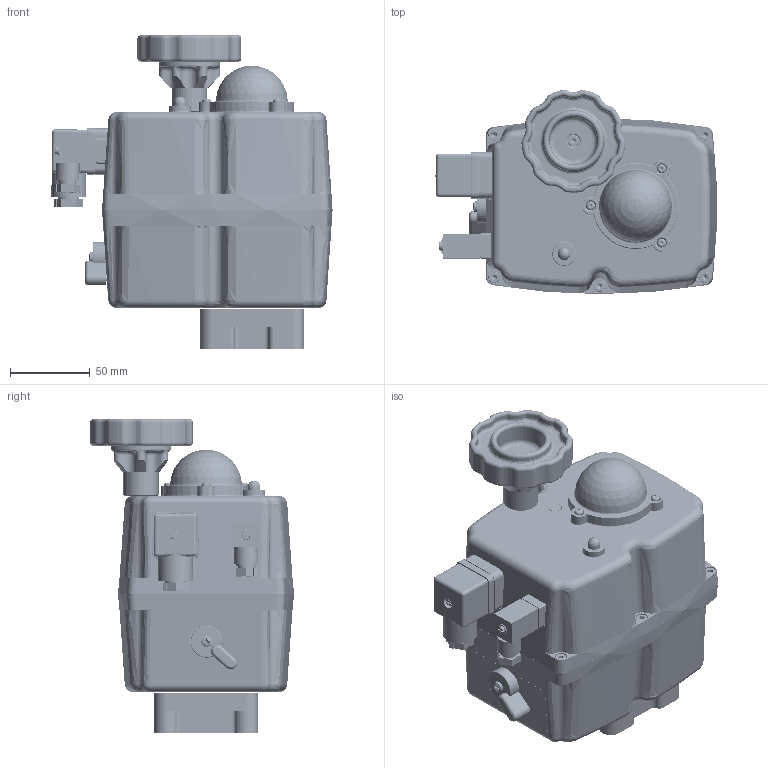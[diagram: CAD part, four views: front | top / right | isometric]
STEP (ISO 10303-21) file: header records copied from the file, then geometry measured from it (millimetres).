
FILE_DESCRIPTION((''),'2;1');
FILE_NAME('J3C_85 CUPULA.stp','2011-10-07T13:28:45',(''),(''),'Mechanical Desktop 2008','Mechanical Desktop 2008',', , ');
FILE_SCHEMA(('CONFIG_CONTROL_DESIGN'));
Length unit declared in the file: millimetre
Products named in the file (46): J3_85 CUPULA; TUERCA M-4; DESEMBRAGUE EXT 020; TORNILLO DIN7505B 4X16 TIRAFONDOS; TAPA J3 AM CUPULA-3-1_1; CLAVIJA GRAND; CLAVIJA PETITA; CONECTOR GRAN JUNT; RÁCORD D10,5; ARANDELA D10XD13; JUNTA D6,5X13X5; JUNTA CUADRADA 40; ENCHUFE GRANDE; TORNILLO M3X29; CUERPO~2; CONECTOR PETIT JUNT; RÁCORD D7,5; ARANDELA D7,5XD11; JUNTA D6XD11X4; JUNTA 15X15X1; TORNILLO M3X25; CUERPO PEQUEÑO; ENCHUFE PEQUEÑO; CUPULA DEF 3D; TORNILLO TT85T 3X6; TORNILLO BROCHADO DE CABEZA DE BOTÓN HEXAGONAL HUECA - MÉTRICO - ANSI B18.3.4M - M3 X 0.5 X 6; ~DIBUJO1; ~TORNILLO BROCHADO DE CABEZA DE BOTÓN HEXAGONAL HUECA - MÉTRICO - ANSI B18.3.4M - M3 X 0.5 X 6; ~~DIBUJO1; ~~TORNILLO BROCHADO DE CABEZA DE BOTÓN HEXAGONAL HUECA - MÉTRICO - ANSI B18.3.4M - M3 X 0.5 X 6; ULL DE BOU; TORNILLO 912 M-4X20; TORNILLO 912 M-4X12; ~~TORNILLO 912 M-4X12; ~~~TORNILLO 912 M-4X12; ~~~~TORNILLO 912 M-4X12; BRIDA J 55; SALIDA J 55 3D.CEGADWG; ~CARTER J355; TAP TAPA ...
Assembly tree (54 placements, depth 3):
  J3_85 CUPULA
    TUERCA M-4  x6
    DESEMBRAGUE EXT 020
    TORNILLO DIN7505B 4X16 TIRAFONDOS
    TAPA J3 AM CUPULA-3-1_1
    CLAVIJA GRAND
    CLAVIJA PETITA
    CONECTOR GRAN JUNT
      RÁCORD D10,5
      ARANDELA D10XD13
      JUNTA D6,5X13X5
      JUNTA CUADRADA 40
      ENCHUFE GRANDE
      TORNILLO M3X29
      CUERPO~2
    CONECTOR PETIT JUNT
      RÁCORD D7,5
      ARANDELA D7,5XD11
      JUNTA D6XD11X4
      JUNTA 15X15X1
      TORNILLO M3X25
      CUERPO PEQUEÑO
      ENCHUFE PEQUEÑO
    CUPULA DEF 3D
    TORNILLO TT85T 3X6
    TORNILLO BROCHADO DE CABEZA DE BOTÓN HEXAGONAL HUECA - MÉTRICO - ANSI B18.3.4M - M3 X 0.5 X 6
    ~DIBUJO1
    ~TORNILLO BROCHADO DE CABEZA DE BOTÓN HEXAGONAL HUECA - MÉTRICO - ANSI B18.3.4M - M3 X 0.5 X 6
    ~~DIBUJO1
    ~~TORNILLO BROCHADO DE CABEZA DE BOTÓN HEXAGONAL HUECA - MÉTRICO - ANSI B18.3.4M - M3 X 0.5 X 6
    ULL DE BOU
    TORNILLO 912 M-4X20
    TORNILLO 912 M-4X12
    ~~TORNILLO 912 M-4X12  x3
    ~~~TORNILLO 912 M-4X12
    ~~~~TORNILLO 912 M-4X12
    BRIDA J 55
    SALIDA J 55 3D.CEGADWG
    ~CARTER J355
    TAP TAPA
    LLEVA INDICADORE CUPULA
    BARRETA CUPULA
    ~BARRETA CUPULA  x3
    VOLANTE J 55
    RM_SDB
    A$C34301483
Bounding box: 175.85 x 127.49 x 196 mm (x, y, z)
Volume: 507297.1 mm3; surface area: 270745 mm2
Topology: 53 solids, 53 shells, 4009 faces, 9630 edges, 5768 vertices
Faces by surface type: cylinder 1119, cone 1076, plane 1022, torus 403, bspline 291, sphere 98
Entity records: 136446 total; most frequent: CARTESIAN_POINT 54509, DIRECTION 18272, ORIENTED_EDGE 16428, EDGE_CURVE 8214, AXIS2_PLACEMENT_3D 7375, VERTEX_POINT 5023, CIRCLE 4145, EDGE_LOOP 3727
